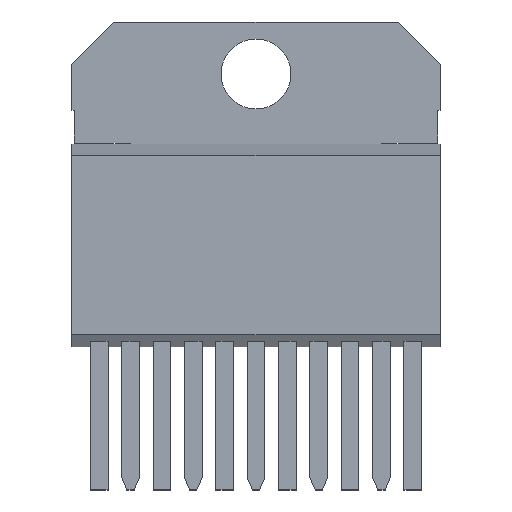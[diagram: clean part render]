
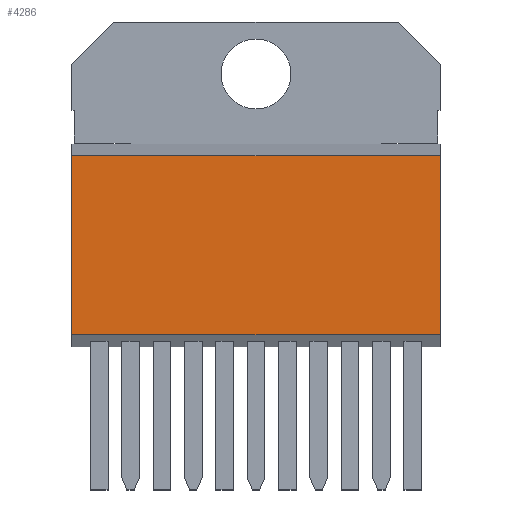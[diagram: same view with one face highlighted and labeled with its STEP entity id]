
A CAD part, top view. The second image highlights one B-rep face of the part: STEP entity #4286.
In plain terms, the highlighted face is planar.
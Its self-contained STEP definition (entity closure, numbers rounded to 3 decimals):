
#2774=DIRECTION('',(0.,0.,1.));
#2775=VECTOR('',#2774,9.702);
#2776=CARTESIAN_POINT('',(-10.,4.495,-4.851));
#2777=LINE('',#2776,#2775);
#2781=DIRECTION('',(-1.,0.,0.));
#2782=VECTOR('',#2781,20.);
#2783=CARTESIAN_POINT('',(10.,4.495,-4.851));
#2784=LINE('',#2783,#2782);
#2788=DIRECTION('',(0.,0.,-1.));
#2789=VECTOR('',#2788,9.702);
#2790=CARTESIAN_POINT('',(10.,4.495,4.851));
#2791=LINE('',#2790,#2789);
#2795=DIRECTION('',(1.,0.,0.));
#2796=VECTOR('',#2795,20.);
#2797=CARTESIAN_POINT('',(-10.,4.495,4.851));
#2798=LINE('',#2797,#2796);
#3426=CARTESIAN_POINT('',(-10.,4.495,-4.851));
#3427=CARTESIAN_POINT('',(-10.,4.495,4.851));
#3428=VERTEX_POINT('',#3426);
#3429=VERTEX_POINT('',#3427);
#3430=CARTESIAN_POINT('',(10.,4.495,4.851));
#3431=VERTEX_POINT('',#3430);
#3432=CARTESIAN_POINT('',(10.,4.495,-4.851));
#3433=VERTEX_POINT('',#3432);
#4275=CARTESIAN_POINT('',(0.,4.495,0.));
#4276=DIRECTION('',(0.,1.,0.));
#4277=DIRECTION('',(1.,0.,0.));
#4278=AXIS2_PLACEMENT_3D('',#4275,#4276,#4277);
#4279=PLANE('',#4278);
#4280=ORIENTED_EDGE('',*,*,#4267,.F.);
#4281=ORIENTED_EDGE('',*,*,#4068,.F.);
#4282=ORIENTED_EDGE('',*,*,#4116,.F.);
#4283=ORIENTED_EDGE('',*,*,#4144,.F.);
#4284=EDGE_LOOP('',(#4280,#4281,#4282,#4283));
#4285=FACE_OUTER_BOUND('',#4284,.F.);
#4068=EDGE_CURVE('',#3433,#3428,#2784,.T.);
#4116=EDGE_CURVE('',#3431,#3433,#2791,.T.);
#4144=EDGE_CURVE('',#3429,#3431,#2798,.T.);
#4267=EDGE_CURVE('',#3428,#3429,#2777,.T.);
#4286=ADVANCED_FACE('',(#4285),#4279,.T.);
